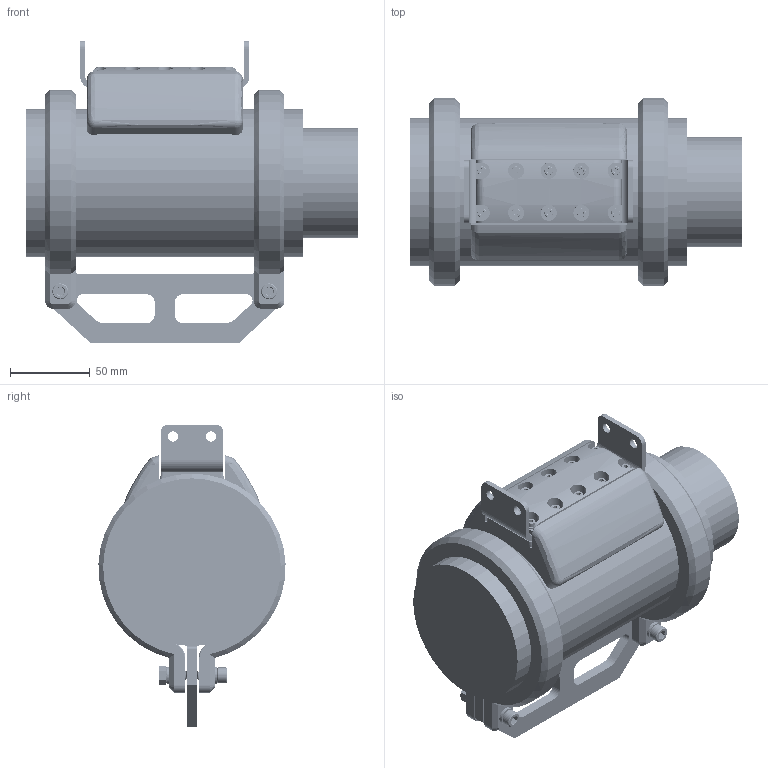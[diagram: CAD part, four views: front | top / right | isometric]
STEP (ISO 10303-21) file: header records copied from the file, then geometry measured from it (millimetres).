
FILE_DESCRIPTION(/* description */ (''),/* implementation_level */ '2;1');
FILE_NAME(/* name */ 'Buoy External Wiper v87.step',/* time_stamp */ '2021-11-04T13:36:09-04:00',/* author */ (''),/* organization */ (''),/* preprocessor_version */ 'ST-DEVELOPER v18.1',/* originating_system */ 'Autodesk Translation Framework v10.10.0.1391',/* authorisation */ '');
FILE_SCHEMA (('AUTOMOTIVE_DESIGN { 1 0 10303 214 3 1 1 }'));
Length unit declared in the file: millimetre
Products named in the file (22): Buoy External Wiper; Buoy External; Nalgene bottle v6; compressible foam 7503N61; clamp; compressible foam 7503N61 (Mirror); clamp(Mirror); handle; fasteners; M6 98688A116_ METRIC GENERAL PURPOSE WASHERS; M6 90591A151_ZINC-PLATED STEEL HEX NUT; M6x35 90128A267_Zinc-Plated Alloy Steel Socket Head Screw; seatbelt; metal; magnet holder; cap; fasteners - cap; M3 x 16 mm 91290A120_Black-Oxide Alloy Steel; M3 93475A210_TYPE 18-8 STAINLESS STEEL FLAT WASHER; fasteners - seatbelt; M3 94180A331_HEAT-SET INSERTS FOR PLASTICS; gasket
Assembly tree (53 placements, depth 4):
  Buoy External Wiper
    Buoy External
      Nalgene bottle v6
      compressible foam 7503N61
      clamp
      compressible foam 7503N61 (Mirror)
      clamp(Mirror)
      handle
      fasteners
        M6 98688A116_ METRIC GENERAL PURPOSE WASHERS  x4
        M6 90591A151_ZINC-PLATED STEEL HEX NUT  x2
        M6x35 90128A267_Zinc-Plated Alloy Steel Socket Head Screw  x2
    seatbelt
    metal
    magnet holder
    cap
    fasteners - cap
      M3 93475A210_TYPE 18-8 STAINLESS STEEL FLAT WASHER  x10
      M3 x 16 mm 91290A120_Black-Oxide Alloy Steel  x10
    fasteners - seatbelt
      M3 94180A331_HEAT-SET INSERTS FOR PLASTICS  x10
    gasket
Bounding box: 208.22 x 117.36 x 189.98 mm (x, y, z)
Volume: 1694703.6 mm3; surface area: 232520.9 mm2
Topology: 49 solids, 49 shells, 3911 faces, 10910 edges, 7190 vertices
Faces by surface type: cylinder 1770, bspline 1506, plane 377, cone 240, torus 14, sphere 4
Full cylindrical faces by diameter (mm): 2.35 x350, 3 x310, 3.2 x10, 3.4 x50, 4.701 x52, 5 x10, 5.05 x10, 5.16 x10, 5.5 x10, 5.56 x10, 6 x54, 6.254 x2, 6.4 x14, 7 x10, 10 x8, 11 x4, 68.6 x1, 92.64 x3, 98.99 x2
Entity records: 41693 total; most frequent: CARTESIAN_POINT 21892, ORIENTED_EDGE 4206, DIRECTION 3750, EDGE_CURVE 2103, AXIS2_PLACEMENT_3D 1453, VERTEX_POINT 1363, EDGE_LOOP 966, LINE 844
